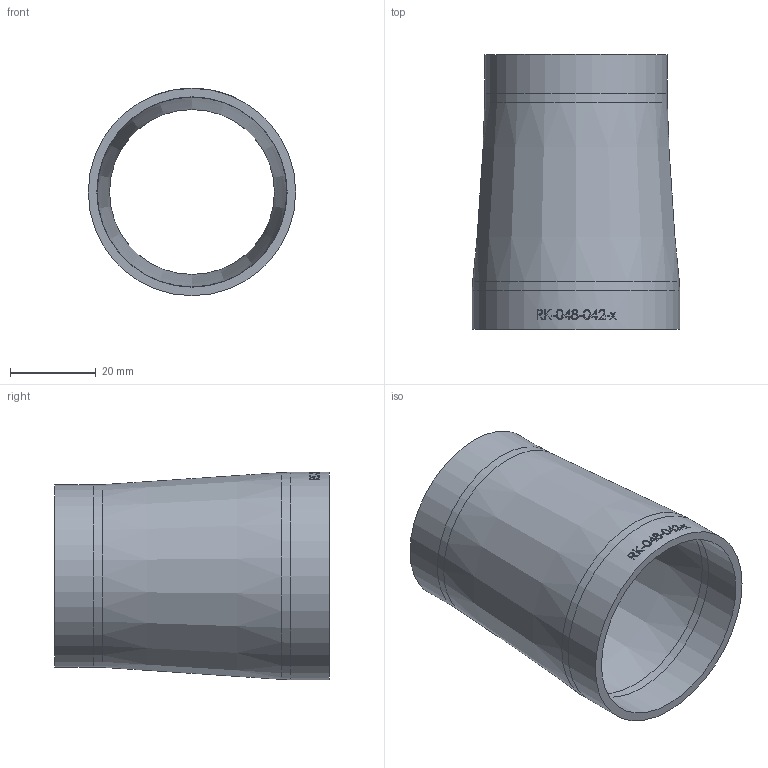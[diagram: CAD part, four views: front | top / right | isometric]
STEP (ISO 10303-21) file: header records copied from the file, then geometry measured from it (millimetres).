
FILE_DESCRIPTION (( 'STEP AP214' ), '1' );
FILE_NAME ('RK-048-042-x Reduzierung 48,3x42,4x2,0x2,0 BL64 1909.STEP', '2019-09-09T13:46:52', ( '' ), ( '' ), 'SwSTEP 2.0', 'SolidWorks 2016', '' );
FILE_SCHEMA (( 'AUTOMOTIVE_DESIGN' ));
Length unit declared in the file: millimetre
Products named in the file (1): RK-048-042-x Reduzierung 48,3x42,4x2,0x2,0 BL64 1909
Bounding box: 48.3 x 64 x 48.3 mm (x, y, z)
Volume: 17456.4 mm3; surface area: 18005.9 mm2
Topology: 1 solids, 1 shells, 155 faces, 394 edges, 260 vertices
Faces by surface type: bspline 67, plane 59, cylinder 23, torus 4, cone 2
Full cylindrical faces by diameter (mm): 38.4 x1, 42.4 x1, 44.3 x1, 48.3 x1
Entity records: 12900 total; most frequent: CARTESIAN_POINT 8207, ORIENTED_EDGE 768, DIRECTION 425, EDGE_CURVE 384, VERTEX_POINT 260, B_SPLINE_CURVE_WITH_KNOTS 217, EDGE_LOOP 186, AXIS2_PLACEMENT_3D 169
